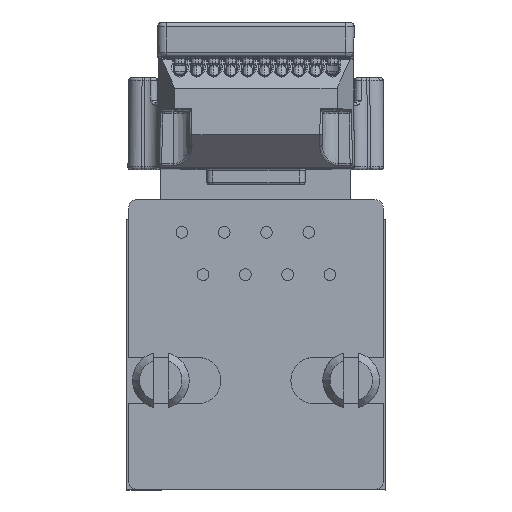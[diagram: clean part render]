
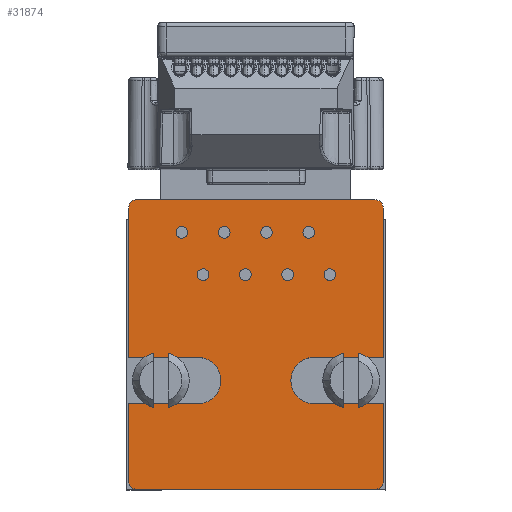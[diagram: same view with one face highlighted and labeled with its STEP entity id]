
A CAD part, top view. The second image highlights one B-rep face of the part: STEP entity #31874.
In plain terms, the highlighted planar face has unit normal (0, 0, 1).
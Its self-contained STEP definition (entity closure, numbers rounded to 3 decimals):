
#91 = CARTESIAN_POINT ( 'NONE',  ( 3.5, -14.052, -4.26 ) ) ;
#830 = ORIENTED_EDGE ( 'NONE', *, *, #46686, .F. ) ;
#1310 = DIRECTION ( 'NONE',  ( 0., 1., 0. ) ) ;
#2075 = VECTOR ( 'NONE', #5749, 1000. ) ;
#2278 = DIRECTION ( 'NONE',  ( -1., 0., 0. ) ) ;
#2514 = LINE ( 'NONE', #8206, #42141 ) ;
#2515 = CARTESIAN_POINT ( 'NONE',  ( 7.65, -11.252, -4.26 ) ) ;
#3039 = FACE_OUTER_BOUND ( 'NONE', #43963, .T. ) ;
#3521 = ORIENTED_EDGE ( 'NONE', *, *, #66399, .F. ) ;
#4254 = DIRECTION ( 'NONE',  ( 1., 0., 0. ) ) ;
#4388 = CARTESIAN_POINT ( 'NONE',  ( 3.5, -12.652, -4.26 ) ) ;
#4778 = ORIENTED_EDGE ( 'NONE', *, *, #8704, .F. ) ;
#5419 = DIRECTION ( 'NONE',  ( 0., 0., -1. ) ) ;
#5727 = LINE ( 'NONE', #32304, #33252 ) ;
#5749 = DIRECTION ( 'NONE',  ( 0., 1., 0. ) ) ;
#6021 = VERTEX_POINT ( 'NONE', #36381 ) ;
#6721 = LINE ( 'NONE', #28428, #20508 ) ;
#6790 = VERTEX_POINT ( 'NONE', #31420 ) ;
#7418 = AXIS2_PLACEMENT_3D ( 'NONE', #36412, #5419, #41559 ) ;
#7456 = ORIENTED_EDGE ( 'NONE', *, *, #40808, .F. ) ;
#8206 = CARTESIAN_POINT ( 'NONE',  ( 7.15, -19.192, -4.26 ) ) ;
#8384 = VECTOR ( 'NONE', #37773, 1000. ) ;
#8534 = AXIS2_PLACEMENT_3D ( 'NONE', #65377, #35245, #4254 ) ;
#8704 = EDGE_CURVE ( 'NONE', #6021, #11658, #51001, .T. ) ;
#9076 = CARTESIAN_POINT ( 'NONE',  ( 7.15, -19.192, -4.26 ) ) ;
#9562 = AXIS2_PLACEMENT_3D ( 'NONE', #52431, #21636, #57537 ) ;
#9596 = DIRECTION ( 'NONE',  ( -1., 0., 0. ) ) ;
#10322 = DIRECTION ( 'NONE',  ( 0., 0., -1. ) ) ;
#10893 = AXIS2_PLACEMENT_3D ( 'NONE', #4388, #40519, #9596 ) ;
#11456 = VERTEX_POINT ( 'NONE', #91 ) ;
#11512 = VECTOR ( 'NONE', #19520, 1000. ) ;
#11658 = VERTEX_POINT ( 'NONE', #2515 ) ;
#13767 = EDGE_CURVE ( 'NONE', #64868, #32699, #23492, .T. ) ;
#13850 = DIRECTION ( 'NONE',  ( 0., 0., -1. ) ) ;
#14432 = EDGE_CURVE ( 'NONE', #48975, #29519, #37183, .T. ) ;
#14583 = EDGE_CURVE ( 'NONE', #35864, #22202, #66403, .T. ) ;
#15025 = ORIENTED_EDGE ( 'NONE', *, *, #24411, .F. ) ;
#16011 = VECTOR ( 'NONE', #30271, 1000. ) ;
#16138 = CARTESIAN_POINT ( 'NONE',  ( -3.5, -12.652, -4.26 ) ) ;
#17296 = ORIENTED_EDGE ( 'NONE', *, *, #43583, .F. ) ;
#17501 = CIRCLE ( 'NONE', #32739, 1.4 ) ;
#17571 = CARTESIAN_POINT ( 'NONE',  ( 7.65, -18.692, -4.26 ) ) ;
#18045 = EDGE_CURVE ( 'NONE', #29519, #35864, #56901, .T. ) ;
#18059 = DIRECTION ( 'NONE',  ( 0., -1., 0. ) ) ;
#18201 = ORIENTED_EDGE ( 'NONE', *, *, #41624, .F. ) ;
#18550 = DIRECTION ( 'NONE',  ( 0., 0., -1. ) ) ;
#19520 = DIRECTION ( 'NONE',  ( 1., 0., 0. ) ) ;
#20508 = VECTOR ( 'NONE', #18059, 1000. ) ;
#20556 = EDGE_CURVE ( 'NONE', #32699, #40796, #2514, .T. ) ;
#20640 = VERTEX_POINT ( 'NONE', #40032 ) ;
#21339 = DIRECTION ( 'NONE',  ( -1., 0., 0. ) ) ;
#21636 = DIRECTION ( 'NONE',  ( 0., 0., -1. ) ) ;
#21987 = DIRECTION ( 'NONE',  ( 0., -1., 0. ) ) ;
#22157 = EDGE_CURVE ( 'NONE', #53622, #6790, #5727, .T. ) ;
#22202 = VERTEX_POINT ( 'NONE', #38149 ) ;
#22549 = VERTEX_POINT ( 'NONE', #37422 ) ;
#22687 = AXIS2_PLACEMENT_3D ( 'NONE', #44710, #13850, #49860 ) ;
#23114 = DIRECTION ( 'NONE',  ( -1., 0., 0. ) ) ;
#23492 = CIRCLE ( 'NONE', #54014, 0.5 ) ;
#24411 = EDGE_CURVE ( 'NONE', #6790, #20640, #58598, .T. ) ;
#25047 = CARTESIAN_POINT ( 'NONE',  ( -7.65, -14.052, -4.26 ) ) ;
#25065 = CIRCLE ( 'NONE', #10893, 1.4 ) ;
#25085 = CARTESIAN_POINT ( 'NONE',  ( -7.65, -11.252, -4.26 ) ) ;
#25262 = LINE ( 'NONE', #65678, #11512 ) ;
#26244 = VERTEX_POINT ( 'NONE', #31974 ) ;
#26474 = CARTESIAN_POINT ( 'NONE',  ( 7.65, -2.292, -4.26 ) ) ;
#26621 = CARTESIAN_POINT ( 'NONE',  ( 2.1, -12.652, -4.26 ) ) ;
#27269 = CARTESIAN_POINT ( 'NONE',  ( -7.65, -18.692, -4.26 ) ) ;
#27711 = ORIENTED_EDGE ( 'NONE', *, *, #64977, .T. ) ;
#28428 = CARTESIAN_POINT ( 'NONE',  ( 7.65, -14.052, -4.26 ) ) ;
#29519 = VERTEX_POINT ( 'NONE', #25085 ) ;
#30271 = DIRECTION ( 'NONE',  ( 1., 0., 0. ) ) ;
#30650 = EDGE_CURVE ( 'NONE', #11456, #46004, #47570, .T. ) ;
#31294 = ORIENTED_EDGE ( 'NONE', *, *, #14583, .F. ) ;
#31420 = CARTESIAN_POINT ( 'NONE',  ( -7.65, -14.052, -4.26 ) ) ;
#31874 = ADVANCED_FACE ( 'NONE', ( #3039 ), #65594, .F. ) ;
#31974 = CARTESIAN_POINT ( 'NONE',  ( 7.65, -14.052, -4.26 ) ) ;
#32304 = CARTESIAN_POINT ( 'NONE',  ( -7.65, -18.692, -4.26 ) ) ;
#32514 = CARTESIAN_POINT ( 'NONE',  ( -3.5, -11.252, -4.26 ) ) ;
#32699 = VERTEX_POINT ( 'NONE', #9076 ) ;
#32739 = AXIS2_PLACEMENT_3D ( 'NONE', #16138, #52146, #21339 ) ;
#33252 = VECTOR ( 'NONE', #1310, 1000. ) ;
#33502 = ORIENTED_EDGE ( 'NONE', *, *, #13767, .F. ) ;
#35245 = DIRECTION ( 'NONE',  ( 0., 0., -1. ) ) ;
#35864 = VERTEX_POINT ( 'NONE', #49863 ) ;
#36087 = ORIENTED_EDGE ( 'NONE', *, *, #14432, .F. ) ;
#36381 = CARTESIAN_POINT ( 'NONE',  ( 7.65, -2.292, -4.26 ) ) ;
#36412 = CARTESIAN_POINT ( 'NONE',  ( -7.15, -2.292, -4.26 ) ) ;
#36736 = CARTESIAN_POINT ( 'NONE',  ( -7.65, -11.252, -4.26 ) ) ;
#37183 = LINE ( 'NONE', #43590, #57957 ) ;
#37335 = CARTESIAN_POINT ( 'NONE',  ( 7.65, -14.052, -4.26 ) ) ;
#37390 = VECTOR ( 'NONE', #21987, 1000. ) ;
#37422 = CARTESIAN_POINT ( 'NONE',  ( 7.15, -1.792, -4.26 ) ) ;
#37773 = DIRECTION ( 'NONE',  ( 1., 0., 0. ) ) ;
#38149 = CARTESIAN_POINT ( 'NONE',  ( -7.15, -1.792, -4.26 ) ) ;
#39926 = ORIENTED_EDGE ( 'NONE', *, *, #20556, .F. ) ;
#40032 = CARTESIAN_POINT ( 'NONE',  ( -3.5, -14.052, -4.26 ) ) ;
#40519 = DIRECTION ( 'NONE',  ( 0., 0., -1. ) ) ;
#40796 = VERTEX_POINT ( 'NONE', #48748 ) ;
#40808 = EDGE_CURVE ( 'NONE', #11658, #64476, #42532, .T. ) ;
#40917 = VECTOR ( 'NONE', #23114, 1000. ) ;
#41246 = CARTESIAN_POINT ( 'NONE',  ( 7.15, -18.692, -4.26 ) ) ;
#41559 = DIRECTION ( 'NONE',  ( -1., 0., 0. ) ) ;
#41624 = EDGE_CURVE ( 'NONE', #40796, #53622, #46438, .T. ) ;
#42141 = VECTOR ( 'NONE', #64827, 1000. ) ;
#42532 = LINE ( 'NONE', #53927, #40917 ) ;
#43583 = EDGE_CURVE ( 'NONE', #26244, #64868, #6721, .T. ) ;
#43590 = CARTESIAN_POINT ( 'NONE',  ( -7.65, -11.252, -4.26 ) ) ;
#43963 = EDGE_LOOP ( 'NONE', ( #7456, #4778, #3521, #830, #31294, #54536, #36087, #62294, #15025, #63795, #18201, #39926, #33502, #17296, #63672, #59753, #27711 ) ) ;
#44710 = CARTESIAN_POINT ( 'NONE',  ( 7.15, -2.292, -4.26 ) ) ;
#45637 = EDGE_CURVE ( 'NONE', #11456, #26244, #49526, .T. ) ;
#46004 = VERTEX_POINT ( 'NONE', #26621 ) ;
#46390 = DIRECTION ( 'NONE',  ( -1., 0., 0. ) ) ;
#46438 = CIRCLE ( 'NONE', #9562, 0.5 ) ;
#46686 = EDGE_CURVE ( 'NONE', #22202, #22549, #25262, .T. ) ;
#47570 = CIRCLE ( 'NONE', #50802, 1.4 ) ;
#48748 = CARTESIAN_POINT ( 'NONE',  ( -7.15, -19.192, -4.26 ) ) ;
#48975 = VERTEX_POINT ( 'NONE', #32514 ) ;
#49391 = CARTESIAN_POINT ( 'NONE',  ( 3.5, -12.652, -4.26 ) ) ;
#49526 = LINE ( 'NONE', #37335, #8384 ) ;
#49860 = DIRECTION ( 'NONE',  ( -1., 0., 0. ) ) ;
#49863 = CARTESIAN_POINT ( 'NONE',  ( -7.65, -2.292, -4.26 ) ) ;
#50802 = AXIS2_PLACEMENT_3D ( 'NONE', #49391, #18550, #54552 ) ;
#51001 = LINE ( 'NONE', #26474, #37390 ) ;
#52146 = DIRECTION ( 'NONE',  ( 0., 0., -1. ) ) ;
#52431 = CARTESIAN_POINT ( 'NONE',  ( -7.15, -18.692, -4.26 ) ) ;
#53622 = VERTEX_POINT ( 'NONE', #27269 ) ;
#53927 = CARTESIAN_POINT ( 'NONE',  ( 7.65, -11.252, -4.26 ) ) ;
#54014 = AXIS2_PLACEMENT_3D ( 'NONE', #41246, #10322, #46390 ) ;
#54536 = ORIENTED_EDGE ( 'NONE', *, *, #18045, .F. ) ;
#54552 = DIRECTION ( 'NONE',  ( -1., 0., 0. ) ) ;
#56901 = LINE ( 'NONE', #36736, #2075 ) ;
#57537 = DIRECTION ( 'NONE',  ( -1., 0., 0. ) ) ;
#57587 = CARTESIAN_POINT ( 'NONE',  ( 3.5, -11.252, -4.26 ) ) ;
#57957 = VECTOR ( 'NONE', #2278, 1000. ) ;
#57986 = EDGE_CURVE ( 'NONE', #48975, #20640, #17501, .T. ) ;
#58598 = LINE ( 'NONE', #25047, #16011 ) ;
#59753 = ORIENTED_EDGE ( 'NONE', *, *, #30650, .T. ) ;
#62294 = ORIENTED_EDGE ( 'NONE', *, *, #57986, .T. ) ;
#63672 = ORIENTED_EDGE ( 'NONE', *, *, #45637, .F. ) ;
#63795 = ORIENTED_EDGE ( 'NONE', *, *, #22157, .F. ) ;
#64476 = VERTEX_POINT ( 'NONE', #57587 ) ;
#64827 = DIRECTION ( 'NONE',  ( -1., 0., 0. ) ) ;
#64868 = VERTEX_POINT ( 'NONE', #17571 ) ;
#64977 = EDGE_CURVE ( 'NONE', #46004, #64476, #25065, .T. ) ;
#65377 = CARTESIAN_POINT ( 'NONE',  ( 0., -10.492, -4.26 ) ) ;
#65594 = PLANE ( 'NONE',  #8534 ) ;
#65678 = CARTESIAN_POINT ( 'NONE',  ( -7.15, -1.792, -4.26 ) ) ;
#66303 = CIRCLE ( 'NONE', #22687, 0.5 ) ;
#66399 = EDGE_CURVE ( 'NONE', #22549, #6021, #66303, .T. ) ;
#66403 = CIRCLE ( 'NONE', #7418, 0.5 ) ;
